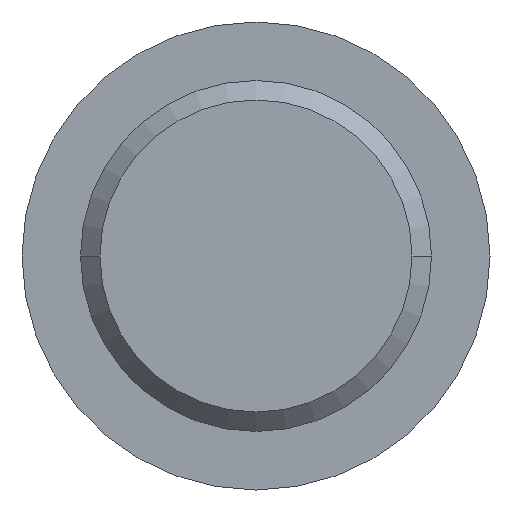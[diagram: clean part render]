
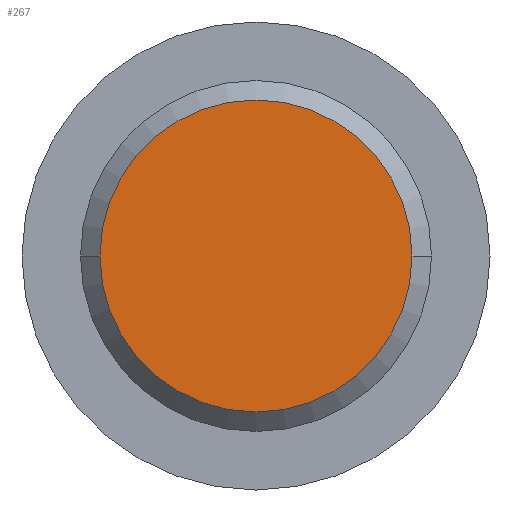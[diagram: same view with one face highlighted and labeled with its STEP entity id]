
A CAD part, left-side view. The second image highlights one B-rep face of the part: STEP entity #267.
In plain terms, the highlighted planar face has unit normal (-1, 0, 0).
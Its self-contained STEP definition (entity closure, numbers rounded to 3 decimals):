
#84=CARTESIAN_POINT('',(-11.15,0.,0.));
#85=DIRECTION('',(-1.,0.,0.));
#86=DIRECTION('',(0.,1.,0.));
#87=AXIS2_PLACEMENT_3D('',#84,#85,#86);
#89=CARTESIAN_POINT('',(-11.15,0.,0.));
#90=DIRECTION('',(1.,0.,0.));
#91=DIRECTION('',(0.,1.,0.));
#92=AXIS2_PLACEMENT_3D('',#89,#90,#91);
#104=CARTESIAN_POINT('',(-11.15,2.,0.));
#105=VERTEX_POINT('',#104);
#116=CARTESIAN_POINT('',(-11.15,-2.,0.));
#117=VERTEX_POINT('',#116);
#258=CARTESIAN_POINT('',(-11.15,0.,0.));
#259=DIRECTION('',(1.,0.,0.));
#260=DIRECTION('',(0.,-1.,0.));
#261=AXIS2_PLACEMENT_3D('',#258,#259,#260);
#262=PLANE('',#261);
#263=ORIENTED_EDGE('',*,*,#251,.F.);
#264=ORIENTED_EDGE('',*,*,#240,.T.);
#265=EDGE_LOOP('',(#263,#264));
#266=FACE_OUTER_BOUND('',#265,.F.);
#267=ADVANCED_FACE('',(#266),#262,.F.);
#88=CIRCLE('',#87,2.);
#93=CIRCLE('',#92,2.);
#240=EDGE_CURVE('',#105,#117,#93,.T.);
#251=EDGE_CURVE('',#105,#117,#88,.T.);
